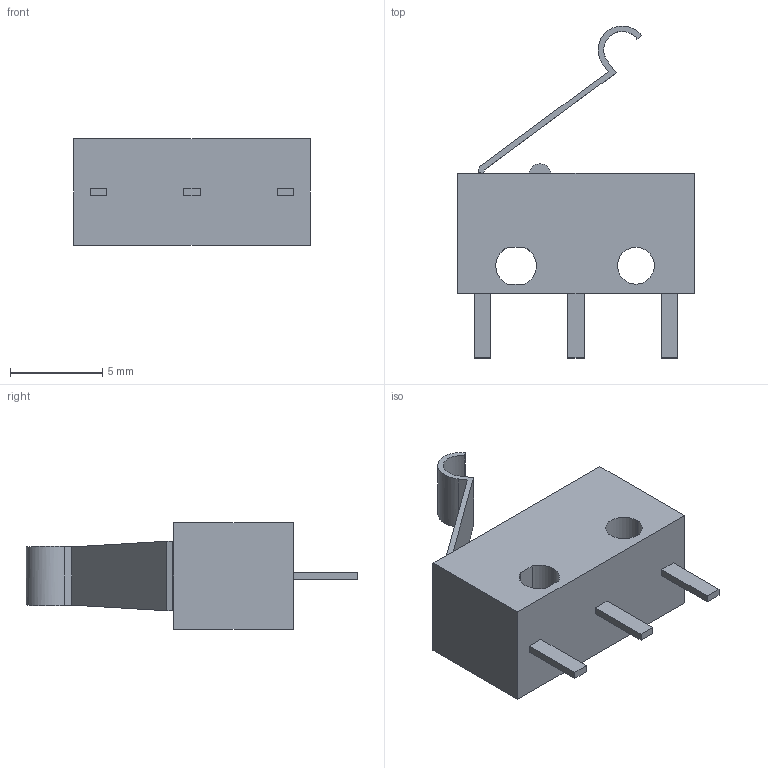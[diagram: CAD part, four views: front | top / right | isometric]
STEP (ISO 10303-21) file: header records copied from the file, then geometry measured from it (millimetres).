
FILE_DESCRIPTION (( 'STEP AP203' ), '1' );
FILE_NAME ('D2F_L3.step', '2013-07-18T11:08:52', ( 'OSMC1.0 TAKUMI' ), ( 'TAKUMI-Engniaring' ), 'SwSTEP 2.0', 'SolidWorks 2002025', '' );
FILE_SCHEMA (( 'CONFIG_CONTROL_DESIGN' ));
Length unit declared in the file: millimetre
Products named in the file (3): D2F_L3; D2F_L3_ACTUATOR; D2F_L3_BASE
Assembly tree (2 placements, depth 2):
  D2F_L3
    D2F_L3_BASE
    D2F_L3_ACTUATOR
Bounding box: 12.8 x 18 x 5.8 mm (x, y, z)
Volume: 461.5 mm3; surface area: 581.9 mm2
Topology: 2 solids, 2 shells, 43 faces, 105 edges, 70 vertices
Faces by surface type: plane 35, cylinder 8
Entity records: 1564 total; most frequent: CARTESIAN_POINT 235, ORIENTED_EDGE 210, DIRECTION 209, EDGE_CURVE 105, LINE 89, VECTOR 89, VERTEX_POINT 70, AXIS2_PLACEMENT_3D 60
